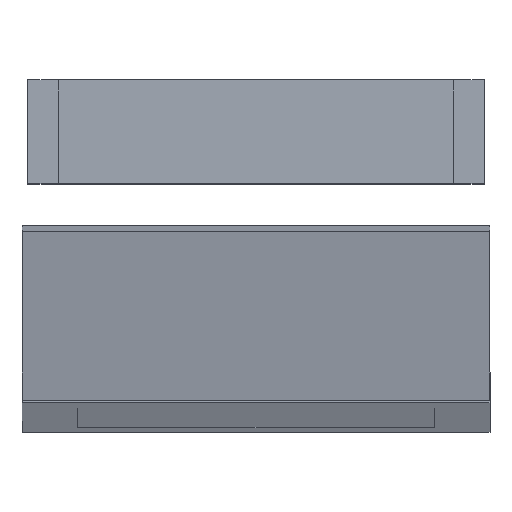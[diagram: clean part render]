
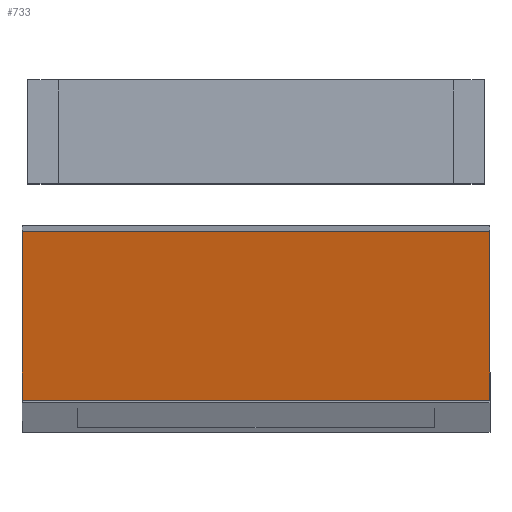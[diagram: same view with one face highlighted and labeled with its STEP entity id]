
A CAD part, top view. The second image highlights one B-rep face of the part: STEP entity #733.
In plain terms, the highlighted face is planar.
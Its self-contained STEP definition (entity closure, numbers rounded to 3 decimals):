
#4 = CARTESIAN_POINT ( 'NONE',  ( -144.5, 9.5, 53. ) ) ;
#191 = CARTESIAN_POINT ( 'NONE',  ( 144.5, 9.5, -53. ) ) ;
#238 = VECTOR ( 'NONE', #1607, 1000. ) ;
#502 = CARTESIAN_POINT ( 'NONE',  ( 144.5, 9.5, 53. ) ) ;
#560 = ORIENTED_EDGE ( 'NONE', *, *, #1897, .T. ) ;
#562 = ORIENTED_EDGE ( 'NONE', *, *, #3089, .T. ) ;
#565 = CARTESIAN_POINT ( 'NONE',  ( -144.5, 9.5, -53. ) ) ;
#576 = VECTOR ( 'NONE', #3279, 1000. ) ;
#733 = ADVANCED_FACE ( 'NONE', ( #2973 ), #1166, .F. ) ;
#750 = CARTESIAN_POINT ( 'NONE',  ( 144.5, 9.5, 53. ) ) ;
#831 = EDGE_LOOP ( 'NONE', ( #1342, #560, #1714, #562 ) ) ;
#904 = DIRECTION ( 'NONE',  ( 0., 0., -1. ) ) ;
#1069 = VERTEX_POINT ( 'NONE', #750 ) ;
#1166 = PLANE ( 'NONE',  #1352 ) ;
#1184 = VERTEX_POINT ( 'NONE', #565 ) ;
#1320 = LINE ( 'NONE', #4, #3124 ) ;
#1342 = ORIENTED_EDGE ( 'NONE', *, *, #2254, .T. ) ;
#1349 = VERTEX_POINT ( 'NONE', #1865 ) ;
#1352 = AXIS2_PLACEMENT_3D ( 'NONE', #2094, #2708, #904 ) ;
#1480 = LINE ( 'NONE', #2597, #238 ) ;
#1607 = DIRECTION ( 'NONE',  ( 0., 0., 1. ) ) ;
#1714 = ORIENTED_EDGE ( 'NONE', *, *, #3291, .T. ) ;
#1865 = CARTESIAN_POINT ( 'NONE',  ( -144.5, 9.5, 53. ) ) ;
#1897 = EDGE_CURVE ( 'NONE', #2987, #1184, #2366, .T. ) ;
#2034 = DIRECTION ( 'NONE',  ( 1., 0., 0. ) ) ;
#2079 = DIRECTION ( 'NONE',  ( -1., 0., 0. ) ) ;
#2094 = CARTESIAN_POINT ( 'NONE',  ( 144.5, 9.5, -53. ) ) ;
#2254 = EDGE_CURVE ( 'NONE', #1069, #2987, #3286, .T. ) ;
#2366 = LINE ( 'NONE', #3133, #3209 ) ;
#2597 = CARTESIAN_POINT ( 'NONE',  ( -144.5, 9.5, 53. ) ) ;
#2708 = DIRECTION ( 'NONE',  ( 0., -1., 0. ) ) ;
#2973 = FACE_OUTER_BOUND ( 'NONE', #831, .T. ) ;
#2987 = VERTEX_POINT ( 'NONE', #191 ) ;
#3089 = EDGE_CURVE ( 'NONE', #1349, #1069, #1320, .T. ) ;
#3124 = VECTOR ( 'NONE', #2034, 1000. ) ;
#3133 = CARTESIAN_POINT ( 'NONE',  ( -144.5, 9.5, -53. ) ) ;
#3209 = VECTOR ( 'NONE', #2079, 1000. ) ;
#3279 = DIRECTION ( 'NONE',  ( 0., 0., -1. ) ) ;
#3286 = LINE ( 'NONE', #502, #576 ) ;
#3291 = EDGE_CURVE ( 'NONE', #1184, #1349, #1480, .T. ) ;
